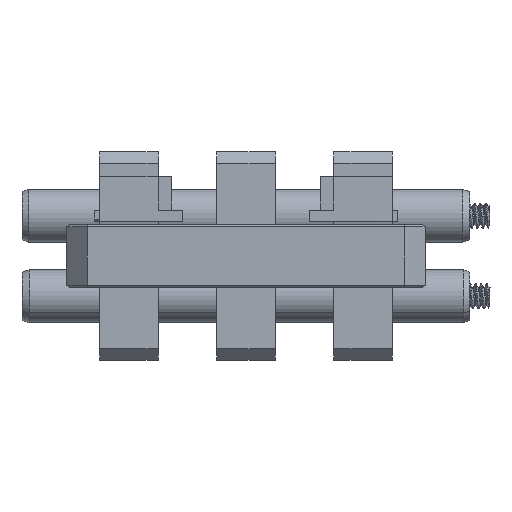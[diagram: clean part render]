
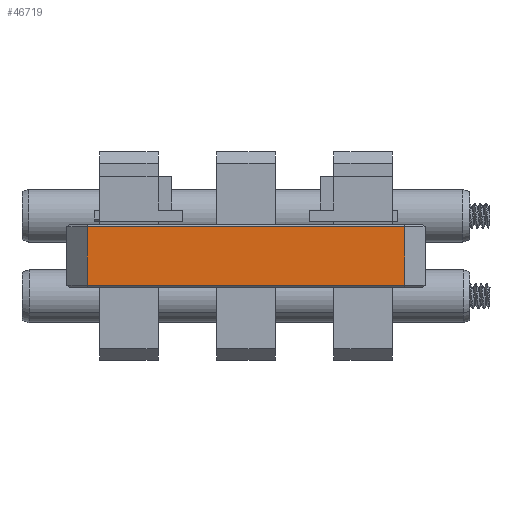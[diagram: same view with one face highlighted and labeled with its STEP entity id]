
A CAD part, left-side view. The second image highlights one B-rep face of the part: STEP entity #46719.
In plain terms, the highlighted planar face has unit normal (-1, 0, 0).
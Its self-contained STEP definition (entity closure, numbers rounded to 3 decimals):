
#28528=DIRECTION('',(0.,1.,0.));
#28529=VECTOR('',#28528,19.994);
#28530=CARTESIAN_POINT('',(-22.591,-14.119,
3.274));
#28531=LINE('',#28530,#28529);
#28532=DIRECTION('',(0.,0.,1.));
#28533=VECTOR('',#28532,6.604);
#28534=CARTESIAN_POINT('',(-22.591,-21.161,
-3.33));
#28535=LINE('',#28534,#28533);
#28536=DIRECTION('',(0.,1.,0.));
#28537=VECTOR('',#28536,27.035);
#28538=CARTESIAN_POINT('',(-22.591,-21.161,
-3.33));
#28539=LINE('',#28538,#28537);
#28540=DIRECTION('',(0.,-1.,0.));
#28541=VECTOR('',#28540,9.033);
#28542=CARTESIAN_POINT('',(-22.591,14.907,
3.274));
#28543=LINE('',#28542,#28541);
#28552=DIRECTION('',(0.,-1.,0.));
#28553=VECTOR('',#28552,7.042);
#28554=CARTESIAN_POINT('',(-22.591,-14.119,
3.274));
#28555=LINE('',#28554,#28553);
#40980=DIRECTION('',(0.,0.,1.));
#40981=VECTOR('',#40980,6.604);
#40982=CARTESIAN_POINT('',(-22.591,14.907,
-3.33));
#40983=LINE('',#40982,#40981);
#40992=DIRECTION('',(0.,1.,0.));
#40993=VECTOR('',#40992,9.033);
#40994=CARTESIAN_POINT('',(-22.591,5.875,
-3.33));
#40995=LINE('',#40994,#40993);
#45309=CARTESIAN_POINT('',(-22.591,14.907,
-3.33));
#45311=VERTEX_POINT('',#45309);
#45332=CARTESIAN_POINT('',(-22.591,-21.161,
3.274));
#45333=VERTEX_POINT('',#45332);
#45470=CARTESIAN_POINT('',(-22.591,14.907,
3.274));
#45472=VERTEX_POINT('',#45470);
#45539=CARTESIAN_POINT('',(-22.591,-21.161,
-3.33));
#45540=VERTEX_POINT('',#45539);
#46630=CARTESIAN_POINT('',(-22.591,5.875,
-3.33));
#46631=VERTEX_POINT('',#46630);
#46632=CARTESIAN_POINT('',(-22.591,5.875,
3.274));
#46633=VERTEX_POINT('',#46632);
#46634=CARTESIAN_POINT('',(-22.591,-14.119,
3.274));
#46635=VERTEX_POINT('',#46634);
#46699=CARTESIAN_POINT('',(-22.591,14.907,
8.989));
#46700=DIRECTION('',(1.,0.,0.));
#46701=DIRECTION('',(0.,1.,0.));
#46702=AXIS2_PLACEMENT_3D('',#46699,#46700,#46701);
#46703=PLANE('',#46702);
#46705=ORIENTED_EDGE('',*,*,#46704,.F.);
#46707=ORIENTED_EDGE('',*,*,#46706,.T.);
#46708=ORIENTED_EDGE('',*,*,#46689,.F.);
#46710=ORIENTED_EDGE('',*,*,#46709,.T.);
#46712=ORIENTED_EDGE('',*,*,#46711,.T.);
#46714=ORIENTED_EDGE('',*,*,#46713,.T.);
#46716=ORIENTED_EDGE('',*,*,#46715,.T.);
#46717=EDGE_LOOP('',(#46705,#46707,#46708,#46710,#46712,#46714,#46716));
#46718=FACE_OUTER_BOUND('',#46717,.F.);
#46719=ADVANCED_FACE('',(#46718),#46703,.F.);
#46689=EDGE_CURVE('',#45540,#45333,#28535,.T.);
#46704=EDGE_CURVE('',#46635,#46633,#28531,.T.);
#46706=EDGE_CURVE('',#46635,#45333,#28555,.T.);
#46709=EDGE_CURVE('',#45540,#46631,#28539,.T.);
#46711=EDGE_CURVE('',#46631,#45311,#40995,.T.);
#46713=EDGE_CURVE('',#45311,#45472,#40983,.T.);
#46715=EDGE_CURVE('',#45472,#46633,#28543,.T.);
